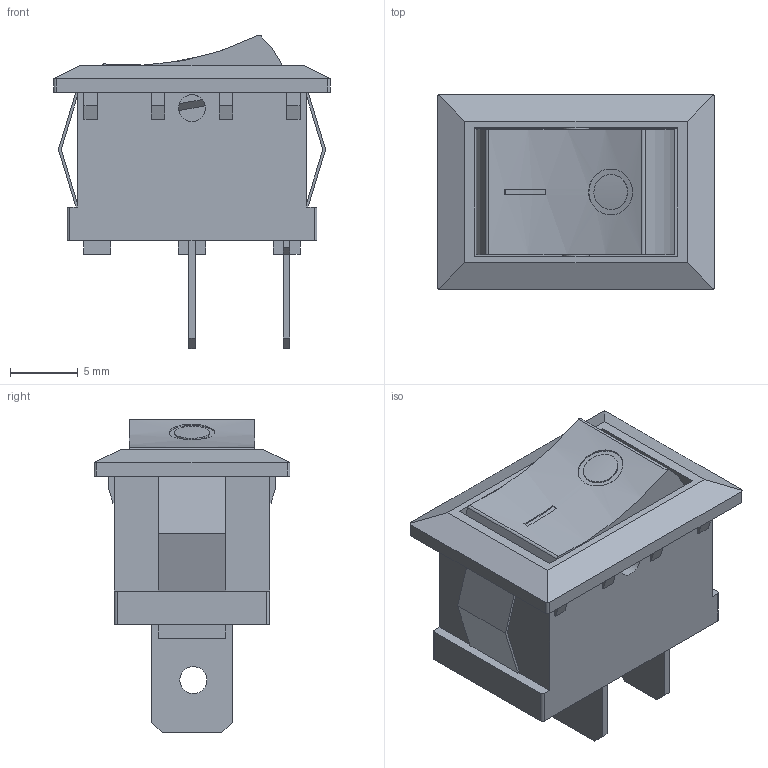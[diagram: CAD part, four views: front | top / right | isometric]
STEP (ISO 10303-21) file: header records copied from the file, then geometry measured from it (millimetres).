
FILE_DESCRIPTION(('STEP AP203'), '1');
FILE_NAME('kcd1', '2022-06-11T11:38:01', ('Michael'), (''), 'ASCON STEP Converter 1.6', 'ASCON Math Kernel', '');
FILE_SCHEMA(('CONFIG_CONTROL_DESIGN'));
Length unit declared in the file: millimetre
Assembly tree (2 placements, depth 2):
  (unnamed)
    (unnamed)
    (unnamed)
Bounding box: 20.5 x 14.5 x 23.22 mm (x, y, z)
Volume: 1964.3 mm3; surface area: 2906.5 mm2
Topology: 4 solids, 4 shells, 164 faces, 456 edges, 304 vertices
Faces by surface type: plane 139, cylinder 25
Full cylindrical faces by diameter (mm): 2 x4, 2.6 x1, 3.4 x1
Entity records: 5798 total; most frequent: CARTESIAN_POINT 1197, ORIENTED_EDGE 900, DIRECTION 808, EDGE_CURVE 450, LINE 394, VECTOR 394, VERTEX_POINT 304, AXIS2_PLACEMENT_3D 207
